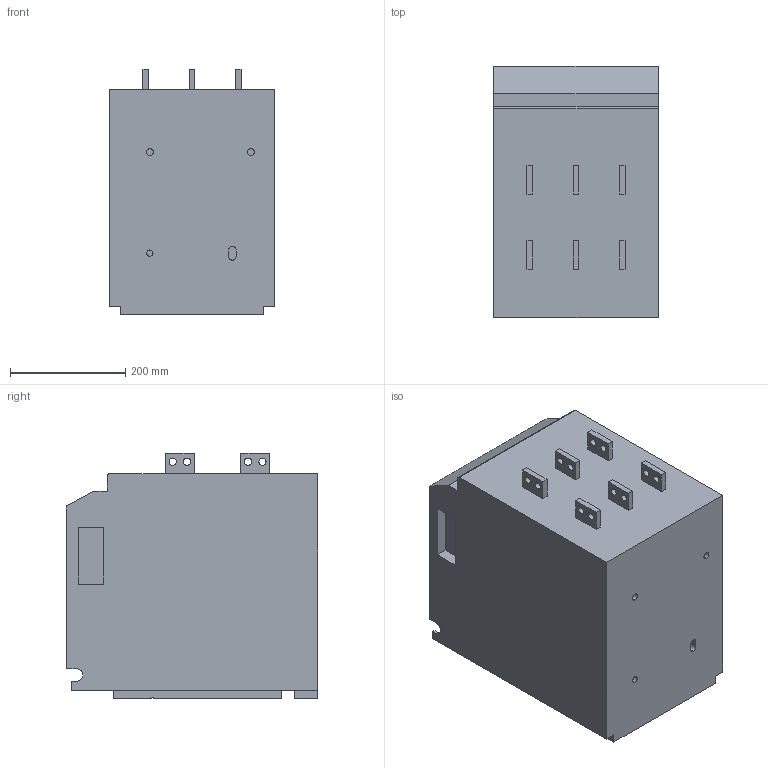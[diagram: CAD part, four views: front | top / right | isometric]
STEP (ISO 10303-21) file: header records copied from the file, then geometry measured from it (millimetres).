
FILE_DESCRIPTION (( 'STEP AP203' ), '1' );
FILE_NAME ('3VA-1600 V.STEP', '2022-12-15T13:53:02', ( '' ), ( '' ), 'SwSTEP 2.0', 'SolidWorks 2022', '' );
FILE_SCHEMA (( 'CONFIG_CONTROL_DESIGN' ));
Length unit declared in the file: millimetre
Products named in the file (1): 3VA-1600 V
Bounding box: 285 x 435 x 426 mm (x, y, z)
Volume: 46201685.2 mm3; surface area: 849828.8 mm2
Topology: 1 solids, 1 shells, 642 faces, 1503 edges, 1002 vertices
Faces by surface type: plane 480, cylinder 162
Entity records: 18396 total; most frequent: CARTESIAN_POINT 3148, DIRECTION 3113, ORIENTED_EDGE 3006, EDGE_CURVE 1503, LINE 1179, VECTOR 1179, VERTEX_POINT 1002, AXIS2_PLACEMENT_3D 967
